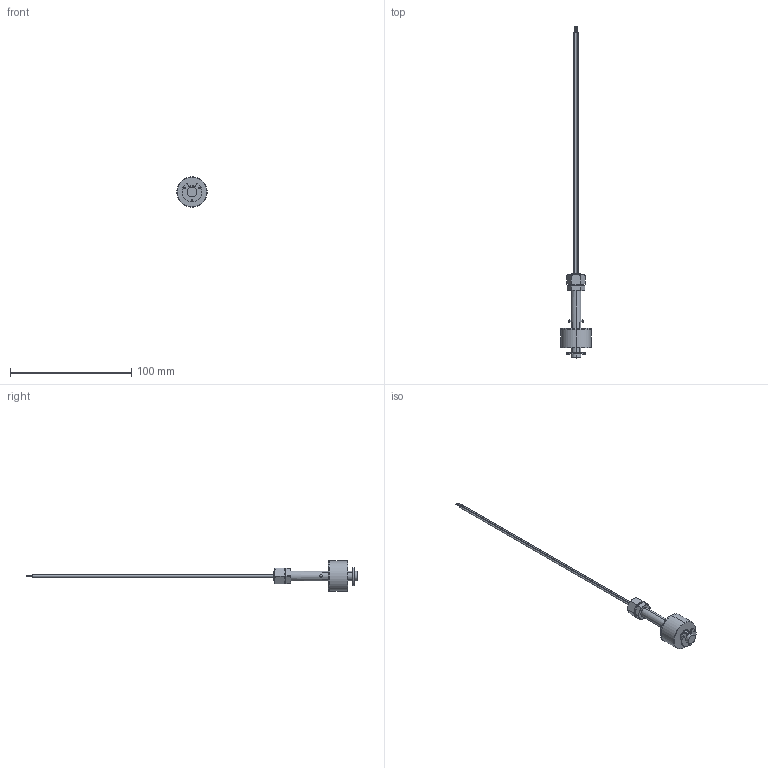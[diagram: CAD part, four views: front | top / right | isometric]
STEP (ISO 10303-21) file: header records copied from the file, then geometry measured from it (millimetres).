
FILE_DESCRIPTION (( 'STEP AP214' ), '1' );
FILE_NAME ('P004AC-100.STEP', '2020-02-03T12:05:45', ( '' ), ( '' ), 'SwSTEP 2.0', 'SolidWorks 2019', '' );
FILE_SCHEMA (( 'AUTOMOTIVE_DESIGN' ));
Length unit declared in the file: millimetre
Products named in the file (1): P004AC-100
Bounding box: 25 x 274.3 x 25 mm (x, y, z)
Surface area: 7734.3 mm2 (no closed solid volume)
Topology: 0 solids, 9 shells, 119 faces, 304 edges, 198 vertices
Faces by surface type: plane 48, cylinder 36, cone 25, torus 6, sphere 4
Entity records: 5094 total; most frequent: CARTESIAN_POINT 818, DIRECTION 670, ORIENTED_EDGE 556, EDGE_CURVE 300, AXIS2_PLACEMENT_3D 278, VERTEX_POINT 198, CIRCLE 158, EDGE_LOOP 139
